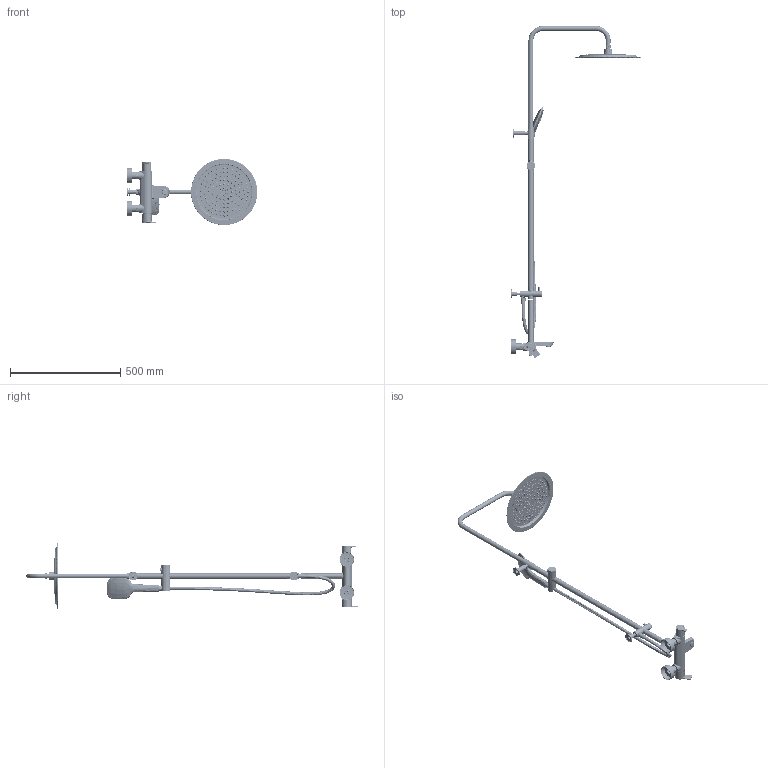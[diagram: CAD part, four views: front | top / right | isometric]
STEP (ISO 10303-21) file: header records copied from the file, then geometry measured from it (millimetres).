
FILE_DESCRIPTION (( 'STEP AP203' ), '1' );
FILE_NAME ('94CP11232.STEP', '2024-11-28T09:31:09', ( '' ), ( '' ), 'SwSTEP 2.0', 'SolidWorks 2021', '' );
FILE_SCHEMA (( 'CONFIG_CONTROL_DESIGN' ));
Products named in the file (1): 94CP11232
Bounding box: 591.25 x 1504.26 x 299.99 mm (x, y, z)
Volume: 1608793.7 mm3; surface area: 761593.7 mm2
Topology: 75 solids, 75 shells, 6678 faces, 18070 edges, 12226 vertices
Faces by surface type: bspline 3212, plane 1494, cone 983, cylinder 934, torus 50, sphere 5
Full cylindrical faces by diameter (mm): 1.7 x2, 2 x1, 3.1 x50, 3.3 x3, 3.6 x50, 4 x3, 4.2 x2, 4.4 x50, 4.5 x3, 4.8 x1, 5 x2, 5.1 x2, 5.5 x1, 6 x1, 6.2 x2, 6.8 x1, 7 x2, 8 x3, 8.2 x1, 8.5 x1, 9 x3, 9.5 x1, 10 x2, 10.5 x3, 11 x2, 11.5 x1, 12 x2, 12.2 x1, 12.45 x1, 12.5 x2
Entity records: 523396 total; most frequent: CARTESIAN_POINT 401246, ORIENTED_EDGE 29852, EDGE_CURVE 14926, DIRECTION 14490, VERTEX_POINT 10993, EDGE_LOOP 9831, B_SPLINE_CURVE_WITH_KNOTS 8072, FACE_OUTER_BOUND 7734
